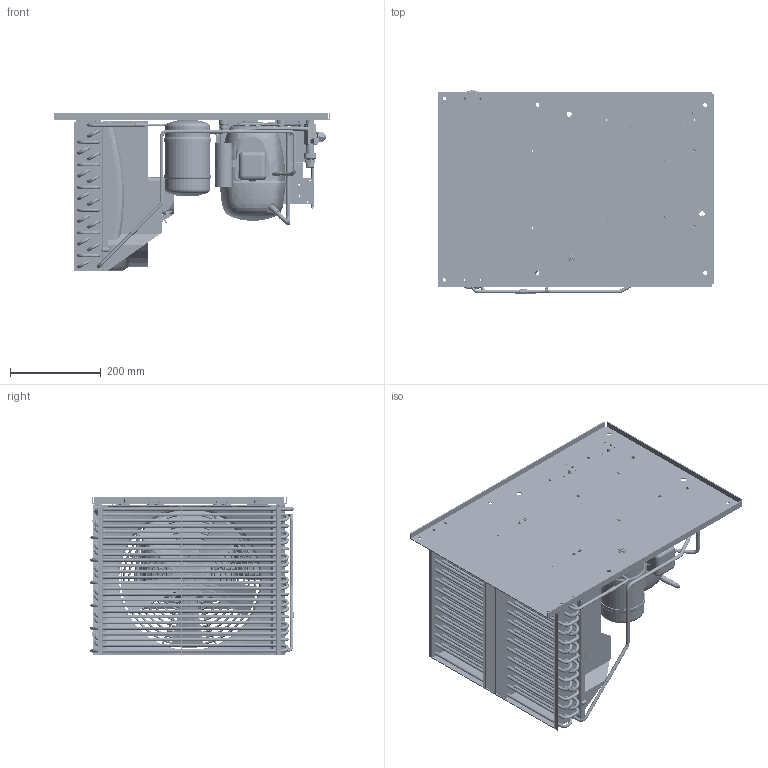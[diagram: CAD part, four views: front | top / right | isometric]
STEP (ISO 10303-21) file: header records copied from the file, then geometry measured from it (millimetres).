
FILE_DESCRIPTION((''),'2;1');
FILE_NAME('114X2649_SC15MLA01.stp','2009-08-28T13:13:58',('DEHC3284'),(''),'Autodesk Inventor 2008','Autodesk Inventor 2008','');
FILE_SCHEMA(('AUTOMOTIVE_DESIGN { 1 0 10303 214 1 1 1 1 }'));
Length unit declared in the file: millimetre
Products named in the file (65): 114X2649_SC15MLA01; 118u1562; 112-2051; 112-2052; 112-2053; 118-7460; 118U0195; 118U0195_endfin_lh; 118U0195_endfin_rh; 118U0195_ALFIN_2; 118U0195_HAIRPIN_0722_433; 118U0195_HAIRPIN_0722; 118U0195_TUBE_BEND; 118U0195_TUBE_BEND_433; 118U0195_TUBE_in; 118U0195_TUBE_out; 118U4578; 118u0219; 118u0602; 118u1649; 118u0406; 118u2002; 118u2005; 104L2869_SC15MLX; 118-7387; 118u4509; 118-7318; 117-8352_verteilerdose; 117-8302; 117-8301; 117-8304; 117-8305; 118u2045; 118u2045_unterteil; 118u2045_nietstift; 681z1079; 118u1488; 118u0515; 118u4530; 118u2582 ...
Assembly tree (119 placements, depth 4):
  114X2649_SC15MLA01
    118u1562
    112-2051  x4
    112-2052  x4
    112-2053  x4
    118-7460  x4
    118U0195
      118U0195_endfin_lh
      118U0195_endfin_rh
      118U0195_ALFIN_2
      118U0195_HAIRPIN_0722_433  x6
      118U0195_HAIRPIN_0722  x13
      118U0195_TUBE_BEND  x12
      118U0195_TUBE_BEND_433  x6
      118U0195_TUBE_in
      118U0195_TUBE_out
    118U4578
      118u0219
      118u0602
      118u1649
      118u0406
      118u2002  x2
      118u2005  x2
    118u2005  x3
    104L2869_SC15MLX
    118-7387
    118u4509
      118-7318
      117-8352_verteilerdose
        117-8302
        117-8301
        117-8304
        117-8305
      118u2045  x2
        118u2045_unterteil
        118u2045_nietstift
    681z1079  x2
    118u1488
    118u0515
      118u4530
        118u2582
        104b0572_vs
      118u2584
      118u4528
        118u2582
        118u2589
        118u2081
      118u2020
      118u2019
    118u1349
    118u1546
    118u4565
      118u0480
        118u0480
        dichtkappe_6
        118u2029_6
        118u2022
        ventilspindelkappe
      118u1849
      118U1350
Bounding box: 610 x 448.22 x 347.5 mm (x, y, z)
Volume: 2875216.8 mm3; surface area: 3985496.7 mm2
Topology: 127 solids, 149 shells, 4842 faces, 12041 edges, 7578 vertices
Faces by surface type: plane 1869, cylinder 1550, bspline 680, cone 401, torus 315, sphere 27
Full cylindrical faces by diameter (mm): 2.31 x6, 2.95 x7, 3.1 x2, 3.2 x2, 3.5 x26, 3.6 x10, 3.8 x9, 3.9 x2, 4 x35, 4.2 x10, 4.3 x4, 4.5 x11, 4.9 x5, 4.95 x1, 5 x4, 5.1 x1, 5.4 x3, 5.5 x12, 5.6 x4, 5.9 x7, 6 x24, 6.1 x1, 6.15 x3, 6.2 x89, 6.25 x5, 6.3 x4, 6.5 x14, 6.75 x1, 7 x7, 7.2 x167
Entity records: 169251 total; most frequent: CARTESIAN_POINT 73033, ORIENTED_EDGE 18916, DIRECTION 18110, EDGE_CURVE 9547, AXIS2_PLACEMENT_3D 7028, VERTEX_POINT 6498, EDGE_LOOP 5650, FACE_OUTER_BOUND 4103
